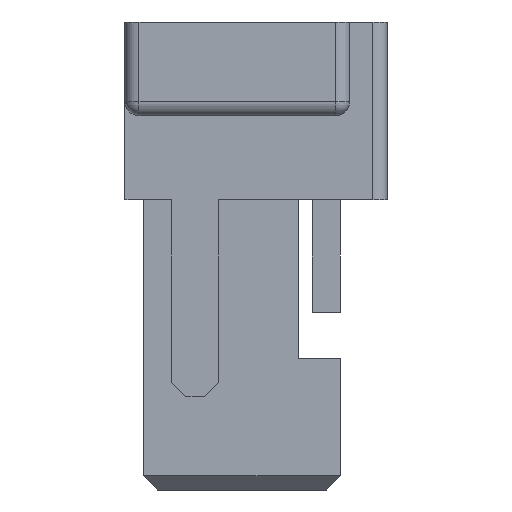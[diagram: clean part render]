
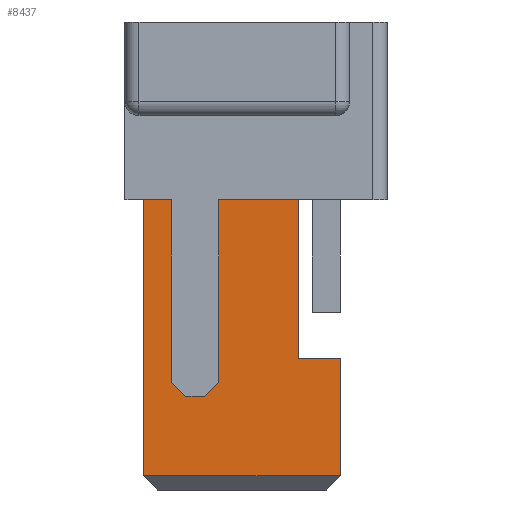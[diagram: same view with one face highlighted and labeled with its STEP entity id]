
A CAD part, left-side view. The second image highlights one B-rep face of the part: STEP entity #8437.
In plain terms, the highlighted planar face has unit normal (-1, 0, 0).
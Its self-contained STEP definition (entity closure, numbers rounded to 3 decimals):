
#265=ORIENTED_EDGE('',*,*,#2582,.F.);
#266=ORIENTED_EDGE('',*,*,#2781,.F.);
#267=ORIENTED_EDGE('',*,*,#2782,.T.);
#268=ORIENTED_EDGE('',*,*,#2783,.F.);
#269=ORIENTED_EDGE('',*,*,#2784,.F.);
#270=ORIENTED_EDGE('',*,*,#2785,.T.);
#271=ORIENTED_EDGE('',*,*,#2786,.F.);
#272=ORIENTED_EDGE('',*,*,#2787,.T.);
#273=ORIENTED_EDGE('',*,*,#2788,.F.);
#274=ORIENTED_EDGE('',*,*,#2789,.F.);
#275=ORIENTED_EDGE('',*,*,#2790,.T.);
#276=ORIENTED_EDGE('',*,*,#2791,.T.);
#2582=EDGE_CURVE('',#3841,#3842,#4653,.T.);
#2781=EDGE_CURVE('',#4038,#3841,#4846,.T.);
#2782=EDGE_CURVE('',#4038,#4039,#4847,.T.);
#2783=EDGE_CURVE('',#4040,#4039,#4848,.T.);
#2784=EDGE_CURVE('',#4041,#4040,#4849,.T.);
#2785=EDGE_CURVE('',#4041,#4042,#4850,.F.);
#2786=EDGE_CURVE('',#4043,#4042,#4851,.T.);
#2787=EDGE_CURVE('',#4043,#4044,#4852,.F.);
#2788=EDGE_CURVE('',#4045,#4044,#4853,.T.);
#2789=EDGE_CURVE('',#4046,#4045,#4854,.T.);
#2790=EDGE_CURVE('',#4046,#4047,#4855,.T.);
#2791=EDGE_CURVE('',#4047,#3842,#4856,.T.);
#3841=VERTEX_POINT('',#11480);
#3842=VERTEX_POINT('',#11481);
#4038=VERTEX_POINT('',#11879);
#4039=VERTEX_POINT('',#11881);
#4040=VERTEX_POINT('',#11883);
#4041=VERTEX_POINT('',#11885);
#4042=VERTEX_POINT('',#11887);
#4043=VERTEX_POINT('',#11889);
#4044=VERTEX_POINT('',#11891);
#4045=VERTEX_POINT('',#11893);
#4046=VERTEX_POINT('',#11895);
#4047=VERTEX_POINT('',#11897);
#4653=LINE('',#11479,#5888);
#4846=LINE('',#11878,#6081);
#4847=LINE('',#11880,#6082);
#4848=LINE('',#11882,#6083);
#4849=LINE('',#11884,#6084);
#4850=LINE('',#11886,#6085);
#4851=LINE('',#11888,#6086);
#4852=LINE('',#11890,#6087);
#4853=LINE('',#11892,#6088);
#4854=LINE('',#11894,#6089);
#4855=LINE('',#11896,#6090);
#4856=LINE('',#11898,#6091);
#5888=VECTOR('',#9336,1000.);
#6081=VECTOR('',#9547,1000.);
#6082=VECTOR('',#9548,1000.);
#6083=VECTOR('',#9549,1000.);
#6084=VECTOR('',#9550,1000.);
#6085=VECTOR('',#9551,1000.);
#6086=VECTOR('',#9552,1000.);
#6087=VECTOR('',#9553,1000.);
#6088=VECTOR('',#9554,1000.);
#6089=VECTOR('',#9555,1000.);
#6090=VECTOR('',#9556,1000.);
#6091=VECTOR('',#9557,1000.);
#7136=EDGE_LOOP('',(#265,#266,#267,#268,#269,#270,#271,#272,#273,#274,#275,
#276));
#7585=FACE_BOUND('',#7136,.T.);
#8024=PLANE('',#8887);
#8437=ADVANCED_FACE('',(#7585),#8024,.T.);
#8887=AXIS2_PLACEMENT_3D('',#11877,#9545,#9546);
#9336=DIRECTION('',(0.,0.,-1.));
#9545=DIRECTION('',(-1.,0.,0.));
#9546=DIRECTION('',(0.,0.,1.));
#9547=DIRECTION('',(0.,-1.,0.));
#9548=DIRECTION('',(0.,0.,1.));
#9549=DIRECTION('',(0.,-1.,0.));
#9550=DIRECTION('',(0.,0.,1.));
#9551=DIRECTION('',(0.,-0.707,0.707));
#9552=DIRECTION('',(0.,-1.,0.));
#9553=DIRECTION('',(0.,-0.707,-0.707));
#9554=DIRECTION('',(0.,0.,-1.));
#9555=DIRECTION('',(0.,-1.,0.));
#9556=DIRECTION('',(0.,0.,-1.));
#9557=DIRECTION('',(0.,-1.,0.));
#11479=CARTESIAN_POINT('',(-5.2,-0.9,0.6));
#11480=CARTESIAN_POINT('',(-5.2,-0.9,-1.1));
#11481=CARTESIAN_POINT('',(-5.2,-0.9,-2.35));
#11877=CARTESIAN_POINT('',(-5.2,0.,0.));
#11878=CARTESIAN_POINT('',(-5.2,-0.45,-1.1));
#11879=CARTESIAN_POINT('',(-5.2,-0.45,-1.1));
#11880=CARTESIAN_POINT('',(-5.2,-0.45,-1.1));
#11881=CARTESIAN_POINT('',(-5.2,-0.45,0.6));
#11882=CARTESIAN_POINT('',(-5.2,0.4,0.6));
#11883=CARTESIAN_POINT('',(-5.2,0.4,0.6));
#11884=CARTESIAN_POINT('',(-5.2,0.4,-1.5));
#11885=CARTESIAN_POINT('',(-5.2,0.4,-1.35));
#11886=CARTESIAN_POINT('',(-5.2,0.4,-1.35));
#11887=CARTESIAN_POINT('',(-5.2,0.55,-1.5));
#11888=CARTESIAN_POINT('',(-5.2,0.9,-1.5));
#11889=CARTESIAN_POINT('',(-5.2,0.75,-1.5));
#11890=CARTESIAN_POINT('',(-5.2,0.75,-1.5));
#11891=CARTESIAN_POINT('',(-5.2,0.9,-1.35));
#11892=CARTESIAN_POINT('',(-5.2,0.9,0.6));
#11893=CARTESIAN_POINT('',(-5.2,0.9,0.6));
#11894=CARTESIAN_POINT('',(-5.2,1.4,0.6));
#11895=CARTESIAN_POINT('',(-5.2,1.2,0.6));
#11896=CARTESIAN_POINT('',(-5.2,1.2,0.6));
#11897=CARTESIAN_POINT('',(-5.2,1.2,-2.35));
#11898=CARTESIAN_POINT('',(-5.2,0.,-2.35));
